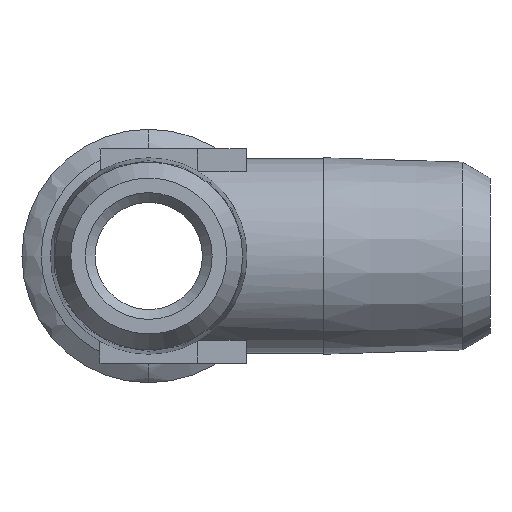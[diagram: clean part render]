
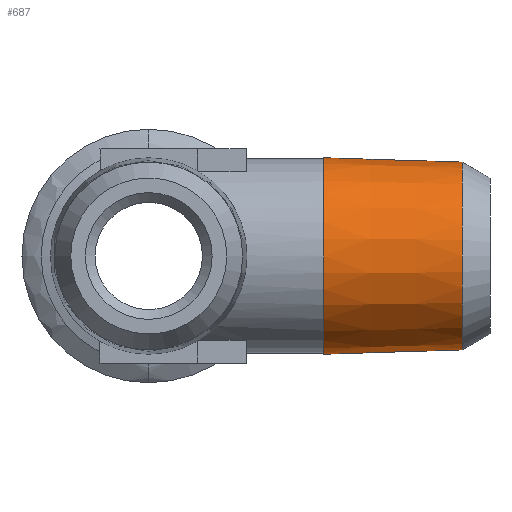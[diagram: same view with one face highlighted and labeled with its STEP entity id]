
A CAD part, left-side view. The second image highlights one B-rep face of the part: STEP entity #687.
In plain terms, the highlighted conical face has half-angle 1.79 degrees and reference radius 4.815 mm.
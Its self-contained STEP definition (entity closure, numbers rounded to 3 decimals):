
#164 = DIRECTION ( 'NONE',  ( 0., 0., 1. ) ) ;
#166 = DIRECTION ( 'NONE',  ( 0., 1., 0. ) ) ;
#167 = CARTESIAN_POINT ( 'NONE',  ( 0., 4.912, 0. ) ) ;
#288 = CARTESIAN_POINT ( 'NONE',  ( 0., 12.026, -5.037 ) ) ;
#306 = CARTESIAN_POINT ( 'NONE',  ( 0., 4.912, 4.815 ) ) ;
#310 = DIRECTION ( 'NONE',  ( 0., 0., -1. ) ) ;
#311 = DIRECTION ( 'NONE',  ( 0., -1., 0. ) ) ;
#312 = CARTESIAN_POINT ( 'NONE',  ( 0., 12.026, 0. ) ) ;
#420 = AXIS2_PLACEMENT_3D ( 'NONE', #167, #166, #164 ) ;
#436 = EDGE_LOOP ( 'NONE', ( #797 ) ) ;
#455 = EDGE_LOOP ( 'NONE', ( #798 ) ) ;
#498 = DIRECTION ( 'NONE',  ( 0., 0., 1. ) ) ;
#499 = CARTESIAN_POINT ( 'NONE',  ( 0., 4.912, 0. ) ) ;
#500 = DIRECTION ( 'NONE',  ( 0., 1., 0. ) ) ;
#641 = VERTEX_POINT ( 'NONE', #306 ) ;
#648 = CIRCLE ( 'NONE', #1024, 5.037 ) ;
#665 = VERTEX_POINT ( 'NONE', #288 ) ;
#687 = ADVANCED_FACE ( 'NONE', ( #1177, #1130 ), #1210, .T. ) ;
#797 = ORIENTED_EDGE ( 'NONE', *, *, #959, .T. ) ;
#798 = ORIENTED_EDGE ( 'NONE', *, *, #1229, .T. ) ;
#959 = EDGE_CURVE ( 'NONE', #641, #641, #1111, .T. ) ;
#1024 = AXIS2_PLACEMENT_3D ( 'NONE', #312, #311, #310 ) ;
#1039 = AXIS2_PLACEMENT_3D ( 'NONE', #499, #500, #498 ) ;
#1111 = CIRCLE ( 'NONE', #420, 4.815 ) ;
#1130 = FACE_OUTER_BOUND ( 'NONE', #455, .T. ) ;
#1177 = FACE_BOUND ( 'NONE', #436, .T. ) ;
#1210 = CONICAL_SURFACE ( 'NONE', #1039, 4.815, 0.031 ) ;
#1229 = EDGE_CURVE ( 'NONE', #665, #665, #648, .T. ) ;
